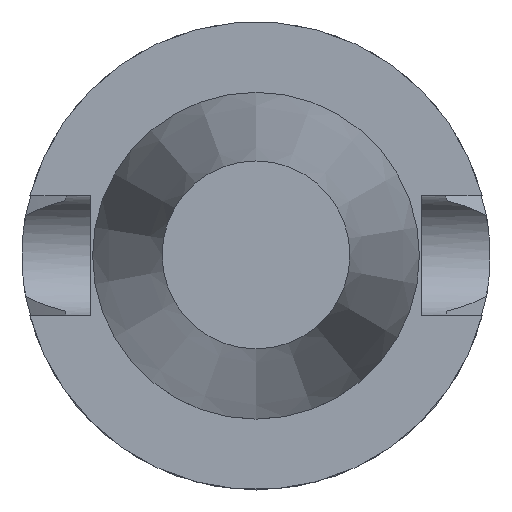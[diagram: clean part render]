
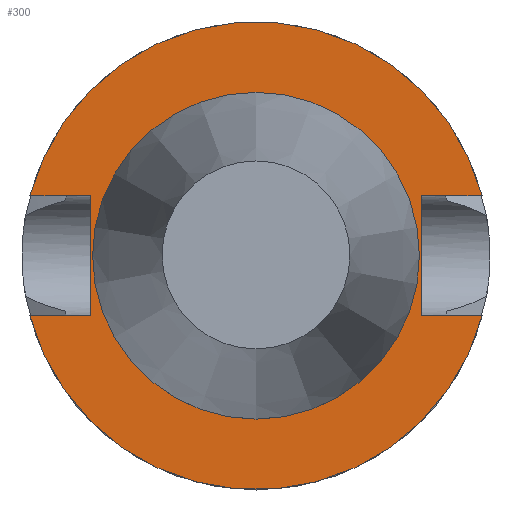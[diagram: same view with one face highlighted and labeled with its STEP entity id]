
A CAD part, top view. The second image highlights one B-rep face of the part: STEP entity #300.
In plain terms, the highlighted planar face has unit normal (0, 0, 1).
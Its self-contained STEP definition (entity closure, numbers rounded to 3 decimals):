
#163=EDGE_CURVE('240[2]',#377,#400,#418,.T.);
#170=EDGE_CURVE('240[2]',#407,#427,#428,.T.);
#203=EDGE_CURVE('240[2]',#437,#475,#476,.T.);
#218=EDGE_CURVE('240[2]',#494,#437,#495,.T.);
#222=EDGE_CURVE('240[2]',#377,#475,#499,.T.);
#224=EDGE_CURVE('240[2]',#501,#501,#502,.T.);
#238=EDGE_CURVE('240[2]',#400,#523,#524,.T.);
#277=EDGE_CURVE('240[2]',#523,#427,#573,.T.);
#300=ADVANCED_FACE('240[2]',(#603,#604),#605,.T.);
#322=EDGE_CURVE('240[2]',#407,#494,#632,.T.);
#377=VERTEX_POINT('',#709);
#400=VERTEX_POINT('',#739);
#407=VERTEX_POINT('',#749);
#418=LINE('',#773,#774);
#427=VERTEX_POINT('',#797);
#428=CIRCLE('',#798,50.0);
#437=VERTEX_POINT('',#827);
#475=VERTEX_POINT('',#971);
#476=LINE('',#972,#973);
#494=VERTEX_POINT('',#1011);
#495=LINE('',#1012,#1013);
#499=CIRCLE('',#1020,50.0);
#501=VERTEX_POINT('',#1023);
#502=CIRCLE('',#1024,34.925);
#523=VERTEX_POINT('',#1052);
#524=LINE('',#1053,#1054);
#573=LINE('',#1202,#1203);
#603=FACE_BOUND('',#1272,.T.);
#604=FACE_OUTER_BOUND('',#1273,.T.);
#605=PLANE('',#1274);
#632=LINE('',#1324,#1325);
#709=CARTESIAN_POINT('',(48.321,-12.85,-3.0));
#739=CARTESIAN_POINT('',(35.4,-12.85,-3.0));
#749=CARTESIAN_POINT('',(-48.321,12.85,-3.0));
#773=CARTESIAN_POINT('',(17.7,-12.85,-3.0));
#774=VECTOR('',#1417,1.0);
#797=CARTESIAN_POINT('',(48.321,12.85,-3.0));
#798=AXIS2_PLACEMENT_3D('',#1428,#1429,#1430);
#827=CARTESIAN_POINT('',(-35.4,-12.85,-3.0));
#971=CARTESIAN_POINT('',(-48.321,-12.85,-3.0));
#972=CARTESIAN_POINT('',(-17.7,-12.85,-3.0));
#973=VECTOR('',#1467,1.0);
#1011=CARTESIAN_POINT('',(-35.4,12.85,-3.));
#1012=CARTESIAN_POINT('',(-35.4,14.806,-3.));
#1013=VECTOR('',#1488,1.0);
#1020=AXIS2_PLACEMENT_3D('',#1490,#1491,#1492);
#1023=CARTESIAN_POINT('',(0.,34.925,-3.0));
#1024=AXIS2_PLACEMENT_3D('',#1493,#1494,#1495);
#1052=CARTESIAN_POINT('',(35.4,12.85,-3.));
#1053=CARTESIAN_POINT('',(35.4,21.231,-3.));
#1054=VECTOR('',#1521,1.0);
#1202=CARTESIAN_POINT('',(17.7,12.85,-3.));
#1203=VECTOR('',#1585,1.0);
#1272=EDGE_LOOP('',(#1616));
#1273=EDGE_LOOP('',(#1617,#1618,#1619,#1620,#1621,#1622,#1623,#1624));
#1274=AXIS2_PLACEMENT_3D('',#1625,#1626,#1627);
#1324=CARTESIAN_POINT('',(-17.7,12.85,-3.));
#1325=VECTOR('',#1651,1.0);
#1417=DIRECTION('',(-1.0,0.0,0.));
#1428=CARTESIAN_POINT('',(0.,0.,-3.0));
#1429=DIRECTION('',(0.,0.,-1.0));
#1430=DIRECTION('',(0.,1.0,0.));
#1467=DIRECTION('',(-1.0,0.0,0.));
#1488=DIRECTION('',(-0.0,-1.0,0.));
#1490=CARTESIAN_POINT('',(0.,0.,-3.0));
#1491=DIRECTION('',(0.,0.,-1.0));
#1492=DIRECTION('',(0.,1.0,0.));
#1493=CARTESIAN_POINT('',(0.,0.,-3.0));
#1494=DIRECTION('',(0.,0.,-1.0));
#1495=DIRECTION('',(0.,1.0,0.));
#1521=DIRECTION('',(-0.0,1.0,0.));
#1585=DIRECTION('',(1.0,0.0,0.));
#1616=ORIENTED_EDGE('',*,*,#224,.T.);
#1617=ORIENTED_EDGE('',*,*,#322,.T.);
#1618=ORIENTED_EDGE('',*,*,#218,.T.);
#1619=ORIENTED_EDGE('',*,*,#203,.T.);
#1620=ORIENTED_EDGE('',*,*,#222,.F.);
#1621=ORIENTED_EDGE('',*,*,#163,.T.);
#1622=ORIENTED_EDGE('',*,*,#238,.T.);
#1623=ORIENTED_EDGE('',*,*,#277,.T.);
#1624=ORIENTED_EDGE('',*,*,#170,.F.);
#1625=CARTESIAN_POINT('',(0.,42.463,-3.));
#1626=DIRECTION('',(0.,0.,1.0));
#1627=DIRECTION('',(1.0,0.,0.0));
#1651=DIRECTION('',(1.0,0.0,0.));
